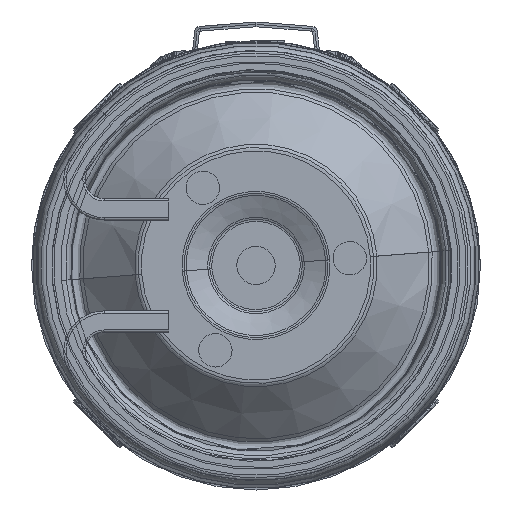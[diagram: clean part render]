
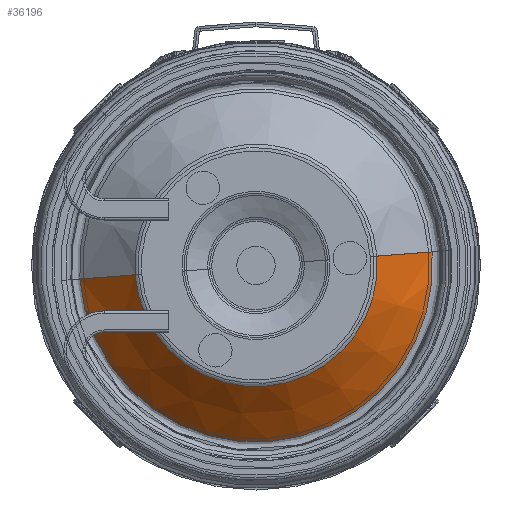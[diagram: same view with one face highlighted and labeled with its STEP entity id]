
A CAD part, front view. The second image highlights one B-rep face of the part: STEP entity #36196.
In plain terms, the highlighted conical face has half-angle 46.546 degrees and reference radius 25.375 mm.
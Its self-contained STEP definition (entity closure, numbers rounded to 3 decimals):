
#938 = VERTEX_POINT ( 'NONE', #6718 ) ;
#1059 = DIRECTION ( 'NONE',  ( 0., 1., 0. ) ) ;
#2069 = CARTESIAN_POINT ( 'NONE',  ( 0., 0.548, 25.376 ) ) ;
#3421 = CARTESIAN_POINT ( 'NONE',  ( 0., 11.526, 36.962 ) ) ;
#4002 = VECTOR ( 'NONE', #13524, 1000. ) ;
#6507 = DIRECTION ( 'NONE',  ( 0., 0., 1. ) ) ;
#6718 = CARTESIAN_POINT ( 'NONE',  ( 0., 11.526, -36.962 ) ) ;
#6779 = ORIENTED_EDGE ( 'NONE', *, *, #35604, .T. ) ;
#6901 = EDGE_CURVE ( 'NONE', #18481, #938, #33698, .T. ) ;
#7004 = VERTEX_POINT ( 'NONE', #3421 ) ;
#8152 = CIRCLE ( 'NONE', #15180, 36.962 ) ;
#8325 = ORIENTED_EDGE ( 'NONE', *, *, #19476, .F. ) ;
#9105 = FACE_OUTER_BOUND ( 'NONE', #13312, .T. ) ;
#9944 = VECTOR ( 'NONE', #35326, 1000. ) ;
#13229 = DIRECTION ( 'NONE',  ( 0., 0., 1. ) ) ;
#13312 = EDGE_LOOP ( 'NONE', ( #18713, #6779, #18524, #8325 ) ) ;
#13524 = DIRECTION ( 'NONE',  ( 0., 0.688, -0.726 ) ) ;
#14492 = CIRCLE ( 'NONE', #26650, 25.376 ) ;
#15091 = VERTEX_POINT ( 'NONE', #24027 ) ;
#15180 = AXIS2_PLACEMENT_3D ( 'NONE', #29737, #20905, #24294 ) ;
#16242 = CARTESIAN_POINT ( 'NONE',  ( 0., 0.548, 0. ) ) ;
#18149 = CONICAL_SURFACE ( 'NONE', #25199, 25.376, 0.812 ) ;
#18223 = CARTESIAN_POINT ( 'NONE',  ( 0., 0.548, -25.376 ) ) ;
#18481 = VERTEX_POINT ( 'NONE', #28622 ) ;
#18524 = ORIENTED_EDGE ( 'NONE', *, *, #34532, .T. ) ;
#18713 = ORIENTED_EDGE ( 'NONE', *, *, #6901, .F. ) ;
#19115 = DIRECTION ( 'NONE',  ( 0., 1., 0. ) ) ;
#19476 = EDGE_CURVE ( 'NONE', #938, #7004, #8152, .T. ) ;
#20905 = DIRECTION ( 'NONE',  ( 0., 1., 0. ) ) ;
#24027 = CARTESIAN_POINT ( 'NONE',  ( 0., 0.548, 25.376 ) ) ;
#24294 = DIRECTION ( 'NONE',  ( 0., 0., 1. ) ) ;
#25199 = AXIS2_PLACEMENT_3D ( 'NONE', #34370, #19115, #6507 ) ;
#26650 = AXIS2_PLACEMENT_3D ( 'NONE', #16242, #1059, #13229 ) ;
#28622 = CARTESIAN_POINT ( 'NONE',  ( 0., 0.548, -25.376 ) ) ;
#29483 = LINE ( 'NONE', #2069, #9944 ) ;
#29737 = CARTESIAN_POINT ( 'NONE',  ( 0., 11.526, 0. ) ) ;
#33698 = LINE ( 'NONE', #18223, #4002 ) ;
#34370 = CARTESIAN_POINT ( 'NONE',  ( 0., 0.548, 0. ) ) ;
#34532 = EDGE_CURVE ( 'NONE', #15091, #7004, #29483, .T. ) ;
#35326 = DIRECTION ( 'NONE',  ( 0., 0.688, 0.726 ) ) ;
#35604 = EDGE_CURVE ( 'NONE', #18481, #15091, #14492, .T. ) ;
#36196 = ADVANCED_FACE ( 'NONE', ( #9105 ), #18149, .T. ) ;
